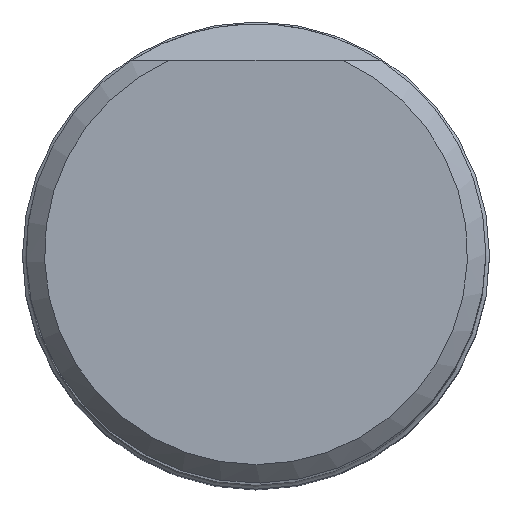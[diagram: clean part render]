
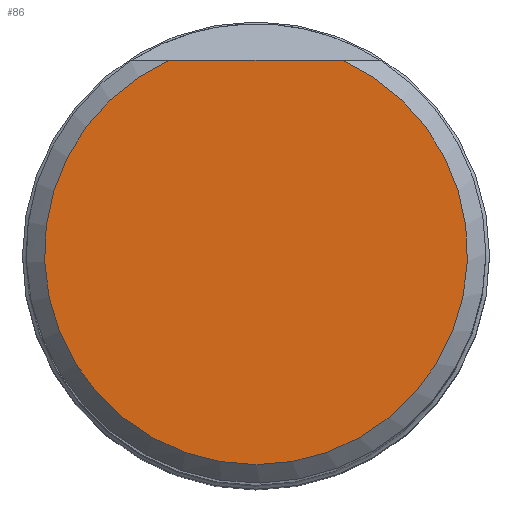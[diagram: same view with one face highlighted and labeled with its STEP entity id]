
A CAD part, top view. The second image highlights one B-rep face of the part: STEP entity #86.
In plain terms, the highlighted planar face has unit normal (0, 0, 1).
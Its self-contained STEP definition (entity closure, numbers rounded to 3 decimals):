
#39=LINE('',#417,#47);
#47=VECTOR('',#333,1.);
#86=ADVANCED_FACE('',(#109),#99,.T.);
#99=PLANE('',#280);
#109=FACE_OUTER_BOUND('',#124,.T.);
#124=EDGE_LOOP('',(#156,#157));
#156=ORIENTED_EDGE('',*,*,#214,.F.);
#157=ORIENTED_EDGE('',*,*,#212,.T.);
#194=VERTEX_POINT('',#409);
#195=VERTEX_POINT('',#411);
#212=EDGE_CURVE('',#195,#194,#226,.T.);
#214=EDGE_CURVE('',#195,#194,#39,.T.);
#226=CIRCLE('',#278,11.5);
#278=AXIS2_PLACEMENT_3D('',#410,#329,#330);
#280=AXIS2_PLACEMENT_3D('',#418,#334,#335);
#329=DIRECTION('',(0.,0.,1.));
#330=DIRECTION('',(1.,0.,0.));
#333=DIRECTION('',(1.,0.,0.));
#334=DIRECTION('',(0.,0.,1.));
#335=DIRECTION('',(1.,0.,0.));
#409=CARTESIAN_POINT('',(4.69,10.5,0.));
#410=CARTESIAN_POINT('',(0.,0.,0.));
#411=CARTESIAN_POINT('',(-4.69,10.5,0.));
#417=CARTESIAN_POINT('',(0.,10.5,0.));
#418=CARTESIAN_POINT('',(0.,0.,0.));
